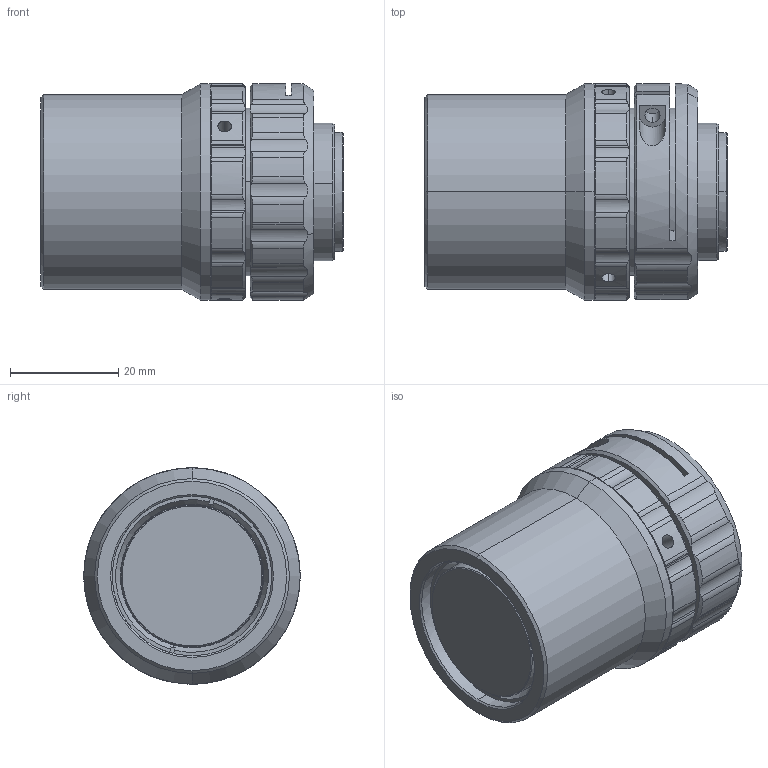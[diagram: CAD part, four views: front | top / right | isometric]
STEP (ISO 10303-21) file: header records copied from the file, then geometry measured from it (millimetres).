
FILE_DESCRIPTION (( 'STEP AP203' ), '1' );
FILE_NAME ('WWT121-025-148.STEP', '2022-04-19T09:25:22', ( '' ), ( '' ), 'SwSTEP 2.0', 'SolidWorks 2017', '' );
FILE_SCHEMA (( 'CONFIG_CONTROL_DESIGN' ));
Length unit declared in the file: millimetre
Products named in the file (1): WWT121-025-148
Bounding box: 55.89 x 40 x 40 mm (x, y, z)
Volume: 56229.5 mm3; surface area: 15575.9 mm2
Topology: 1 solids, 5 shells, 277 faces, 698 edges, 440 vertices
Faces by surface type: cylinder 139, cone 69, plane 65, torus 4
Entity records: 9099 total; most frequent: CARTESIAN_POINT 2300, DIRECTION 1472, ORIENTED_EDGE 1392, EDGE_CURVE 696, AXIS2_PLACEMENT_3D 624, VERTEX_POINT 440, CIRCLE 346, EDGE_LOOP 306
